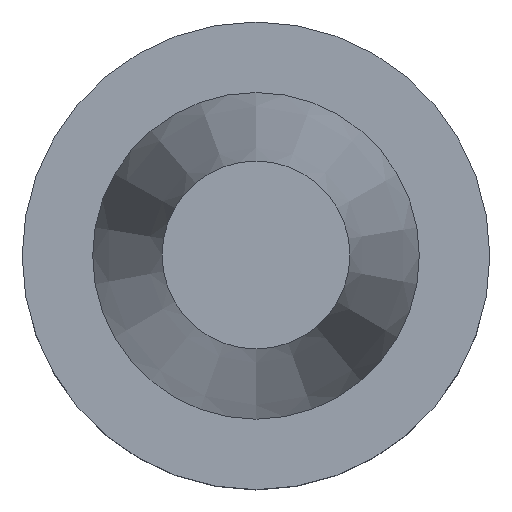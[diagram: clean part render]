
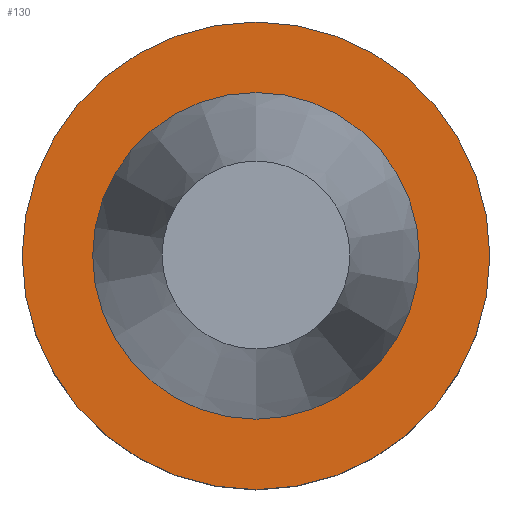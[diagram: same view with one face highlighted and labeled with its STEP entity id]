
A CAD part, top view. The second image highlights one B-rep face of the part: STEP entity #130.
In plain terms, the highlighted planar face has unit normal (0, 0, 1).
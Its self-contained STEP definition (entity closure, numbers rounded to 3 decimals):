
#102=EDGE_CURVE('Unnamed[1]',#240,#240,#241,.T.);
#130=ADVANCED_FACE('Unnamed[1]',(#284,#285),#286,.T.);
#155=EDGE_CURVE('Unnamed[1]',#325,#325,#326,.T.);
#240=VERTEX_POINT('',#426);
#241=CIRCLE('',#427,34.925);
#284=FACE_BOUND('',#481,.T.);
#285=FACE_OUTER_BOUND('',#482,.T.);
#286=PLANE('',#483);
#325=VERTEX_POINT('',#532);
#326=CIRCLE('',#533,50.0);
#426=CARTESIAN_POINT('',(0.,34.925,-1.5));
#427=AXIS2_PLACEMENT_3D('',#621,#622,#623);
#481=EDGE_LOOP('',(#670));
#482=EDGE_LOOP('',(#671));
#483=AXIS2_PLACEMENT_3D('',#672,#673,#674);
#532=CARTESIAN_POINT('',(0.,50.0,-1.5));
#533=AXIS2_PLACEMENT_3D('',#717,#718,#719);
#621=CARTESIAN_POINT('',(0.,0.,-1.5));
#622=DIRECTION('',(0.,0.,1.0));
#623=DIRECTION('',(0.,1.0,0.));
#670=ORIENTED_EDGE('',*,*,#102,.F.);
#671=ORIENTED_EDGE('',*,*,#155,.T.);
#672=CARTESIAN_POINT('',(0.,42.463,-1.5));
#673=DIRECTION('',(0.,0.,1.0));
#674=DIRECTION('',(0.,1.0,0.));
#717=CARTESIAN_POINT('',(0.,0.,-1.5));
#718=DIRECTION('',(0.,0.,1.0));
#719=DIRECTION('',(0.,1.0,0.));
